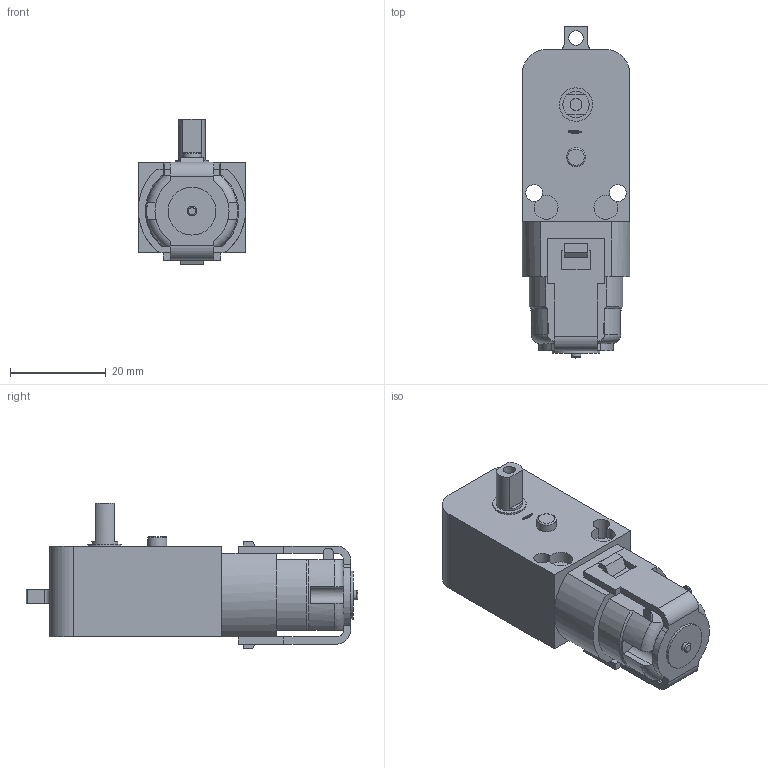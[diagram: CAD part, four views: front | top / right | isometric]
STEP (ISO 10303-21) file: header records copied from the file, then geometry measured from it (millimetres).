
FILE_DESCRIPTION(('FreeCAD Model'),'2;1');
FILE_NAME('Open CASCADE Shape Model','2023-10-29T23:03:50',(''),(''), 'Open CASCADE STEP processor 7.6','FreeCAD','Unknown');
FILE_SCHEMA(('AUTOMOTIVE_DESIGN { 1 0 10303 214 1 1 1 1 }'));
Length unit declared in the file: millimetre
Products named in the file (1): Motor DC BSD TT Gearbox Motor 90DGR L70xW23xH23xSFT-D5.3SFT-L8mm - 
SPN-NPH-0006 (stemfie.org)
Bounding box: 22.5 x 69.45 x 30.5 mm (x, y, z)
Volume: 23266.2 mm3; surface area: 7327.5 mm2
Topology: 1 solids, 1 shells, 617 faces, 1727 edges, 1155 vertices
Faces by surface type: plane 395, extrusion 170, cylinder 43, torus 5, cone 4
Full cylindrical faces by diameter (mm): 2 x2, 2.006 x1, 2.5 x3, 3 x1, 3.5 x2, 4 x1, 5.5 x1, 7 x1, 10.009 x1
Entity records: 48177 total; most frequent: CARTESIAN_POINT 10320, DIRECTION 5615, VECTOR 4358, LINE 4188, ORIENTED_EDGE 3454, PCURVE 3454, DEFINITIONAL_REPRESENTATION 3454, EDGE_CURVE 1727
